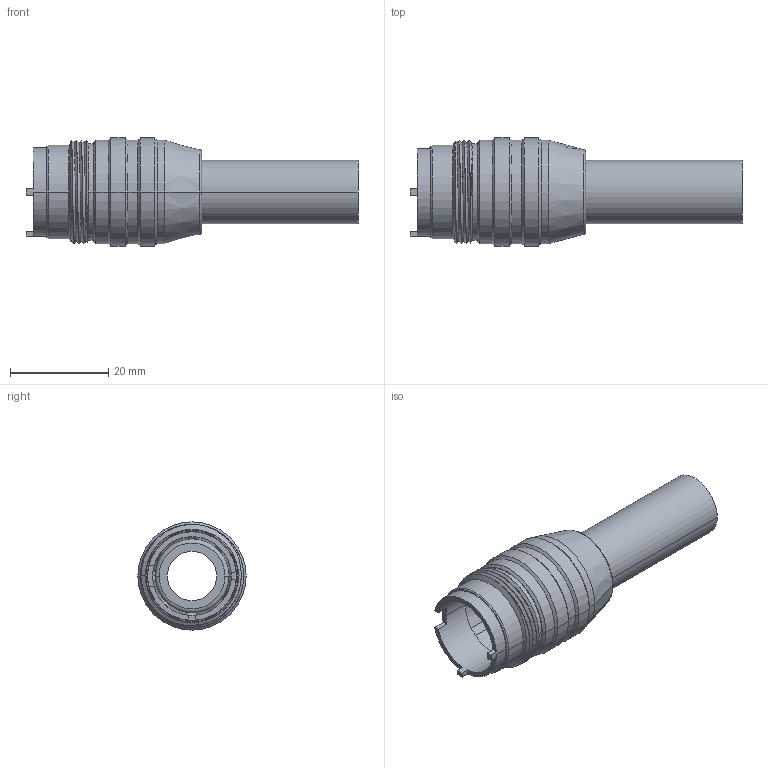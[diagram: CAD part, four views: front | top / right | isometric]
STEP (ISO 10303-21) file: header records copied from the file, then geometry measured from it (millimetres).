
FILE_DESCRIPTION((''),'2;1');
FILE_NAME('13302P1_ASM','2017-05-15T',('cgregory'),('NET AG system integration'),'CREO PARAMETRIC BY PTC INC, 2016260','CREO PARAMETRIC BY PTC INC, 2016260','');
FILE_SCHEMA(('AUTOMOTIVE_DESIGN { 1 0 10303 214 1 1 1 1 }'));
Length unit declared in the file: millimetre
Products named in the file (1): 13302P1_ASM
Bounding box: 67.5 x 22 x 22 mm (x, y, z)
Volume: 7558.2 mm3; surface area: 10375.4 mm2
Topology: 1 solids, 1 shells, 220 faces, 647 edges, 413 vertices
Faces by surface type: plane 86, cone 56, cylinder 44, torus 30, bspline 4
Entity records: 9346 total; most frequent: CARTESIAN_POINT 2766, ORIENTED_EDGE 1294, DIRECTION 1177, EDGE_CURVE 647, AXIS2_PLACEMENT_3D 502, VERTEX_POINT 413, CIRCLE 286, EDGE_LOOP 238
